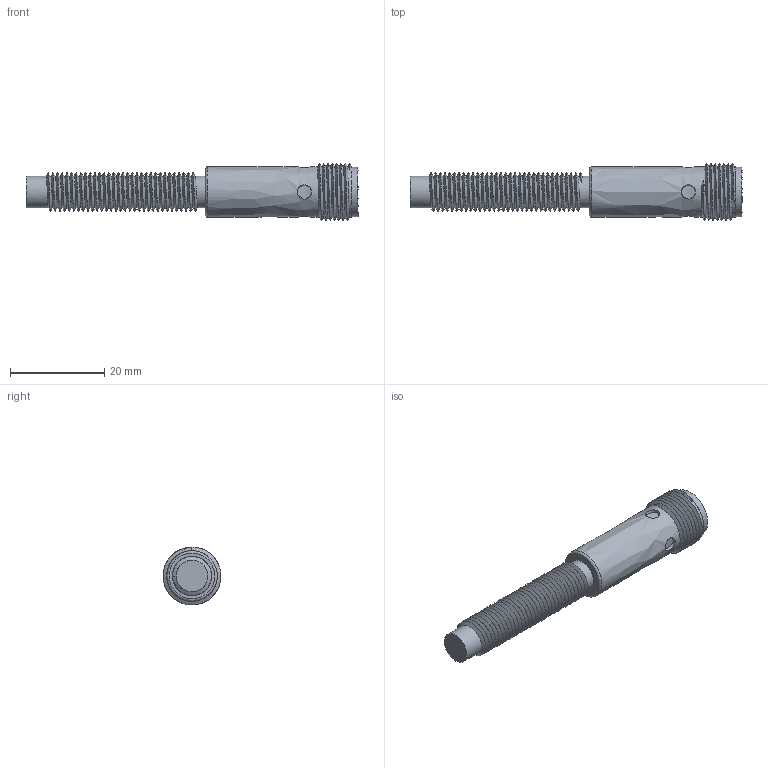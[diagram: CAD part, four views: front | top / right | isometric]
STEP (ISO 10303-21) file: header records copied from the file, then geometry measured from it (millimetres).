
FILE_DESCRIPTION( ('This file contains a STEP AP42 implementation' ,'as created by ZW3D STEP Interface translator.') ,'2;1' );
FILE_NAME( 'ECS2-0804X-XRU4.stp' ,'20 522.1827 4', (''), ('ZWCAD Software Co.'), 'Version 1.0', 'ZW3D to STEP translator', '' );
FILE_SCHEMA(('AUTOMOTIVE_DESIGN'));
Length unit declared in the file: millimetre
Products named in the file (2): 0; ECS2-0804X-XRU4
Bounding box: 70.35 x 12.26 x 12.26 mm (x, y, z)
Volume: 4296.4 mm3; surface area: 3369 mm2
Topology: 1 solids, 1 shells, 83 faces, 205 edges, 130 vertices
Faces by surface type: bspline 83
Entity records: 4897 total; most frequent: CARTESIAN_POINT 3675, ORIENTED_EDGE 402, EDGE_CURVE 201, VERTEX_POINT 130, EDGE_LOOP 93, B_SPLINE_CURVE_WITH_KNOTS 87, FACE_OUTER_BOUND 83, ADVANCED_FACE 83
